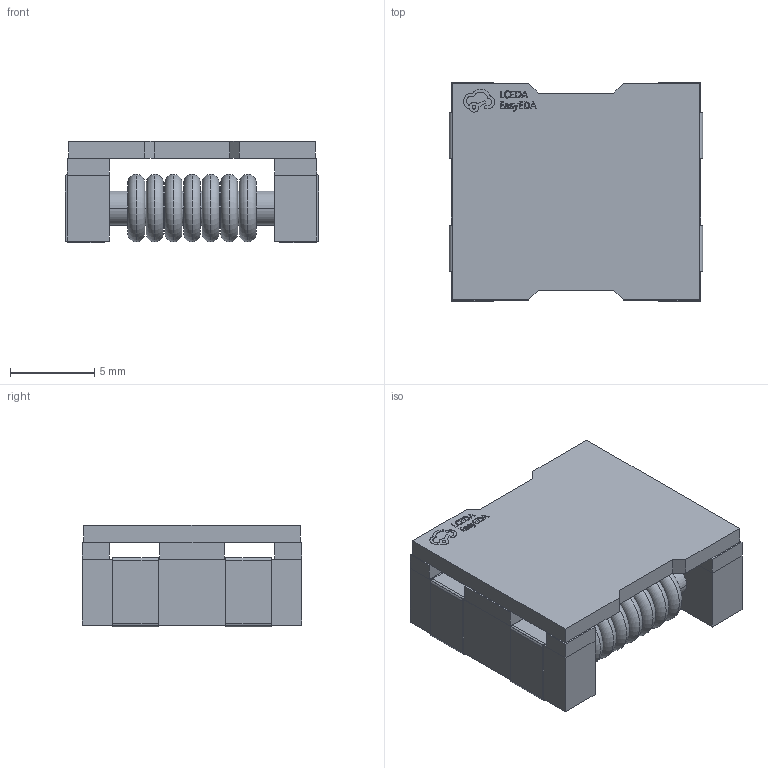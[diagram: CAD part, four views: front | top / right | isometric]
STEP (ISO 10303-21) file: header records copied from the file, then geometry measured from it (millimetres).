
FILE_DESCRIPTION (( 'STEP AP214' ), '1' );
FILE_NAME ('FILTER-SMD_4P-L15.0-W13.0-H6.0-BL.step', '2022-06-24T03:02:20', ( '' ), ( '' ), 'SwSTEP 2.0', 'SolidWorks 2020', '' );
FILE_SCHEMA (( 'AUTOMOTIVE_DESIGN' ));
Length unit declared in the file: millimetre
Products named in the file (1): FILTER-SMD_4P-L15.0-W13.0-H6.0-BL
Bounding box: 15 x 13 x 6.01 mm (x, y, z)
Volume: 642.8 mm3; surface area: 1554.7 mm2
Topology: 21 solids, 21 shells, 455 faces, 1171 edges, 758 vertices
Faces by surface type: plane 275, bspline 112, torus 56, cylinder 12
Entity records: 19009 total; most frequent: CARTESIAN_POINT 4489, ORIENTED_EDGE 2342, DIRECTION 1767, EDGE_CURVE 1171, LINE 807, VECTOR 807, VERTEX_POINT 758, EDGE_LOOP 483
